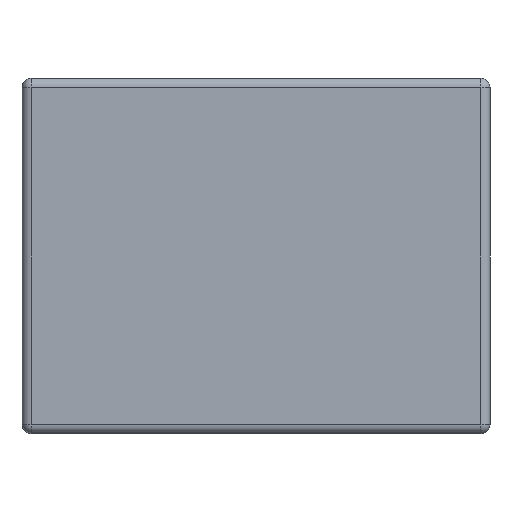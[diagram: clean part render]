
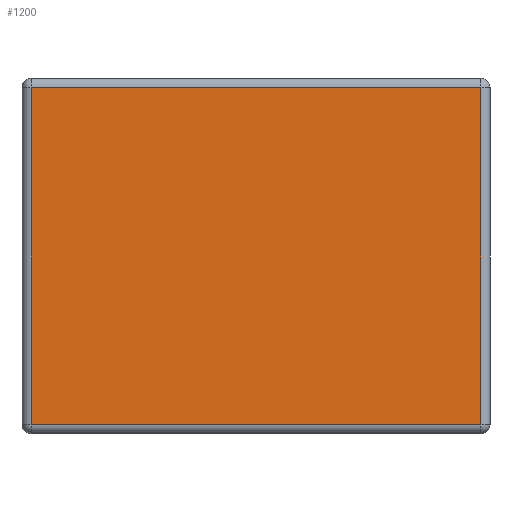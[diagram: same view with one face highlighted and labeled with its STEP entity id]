
A CAD part, left-side view. The second image highlights one B-rep face of the part: STEP entity #1200.
In plain terms, the highlighted planar face has unit normal (-1, 0, 0).
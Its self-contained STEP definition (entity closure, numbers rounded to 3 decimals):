
#19 = VECTOR ( 'NONE', #2953, 1000. ) ;
#75 = CARTESIAN_POINT ( 'NONE',  ( -1.6, 0., 1.85 ) ) ;
#85 = EDGE_CURVE ( 'NONE', #1260, #2066, #695, .T. ) ;
#234 = CARTESIAN_POINT ( 'NONE',  ( -1.6, -1.2, 1.9 ) ) ;
#333 = VECTOR ( 'NONE', #2927, 1000. ) ;
#664 = DIRECTION ( 'NONE',  ( 0., -1., 0. ) ) ;
#695 = LINE ( 'NONE', #234, #3004 ) ;
#707 = CARTESIAN_POINT ( 'NONE',  ( -1.6, -1.2, 1.85 ) ) ;
#709 = LINE ( 'NONE', #75, #19 ) ;
#781 = CARTESIAN_POINT ( 'NONE',  ( -1.6, 1.2, 0. ) ) ;
#799 = CARTESIAN_POINT ( 'NONE',  ( -1.6, 1.2, 0.05 ) ) ;
#995 = EDGE_CURVE ( 'NONE', #2066, #1135, #709, .T. ) ;
#1003 = CARTESIAN_POINT ( 'NONE',  ( -1.6, -1.2, 0.05 ) ) ;
#1135 = VERTEX_POINT ( 'NONE', #2569 ) ;
#1168 = PLANE ( 'NONE',  #2337 ) ;
#1200 = ADVANCED_FACE ( 'NONE', ( #1902 ), #1168, .T. ) ;
#1260 = VERTEX_POINT ( 'NONE', #1003 ) ;
#1294 = EDGE_CURVE ( 'NONE', #1135, #2859, #2978, .T. ) ;
#1464 = EDGE_CURVE ( 'NONE', #2859, #1260, #2075, .T. ) ;
#1705 = DIRECTION ( 'NONE',  ( 0., 0., 1. ) ) ;
#1873 = ORIENTED_EDGE ( 'NONE', *, *, #995, .T. ) ;
#1902 = FACE_OUTER_BOUND ( 'NONE', #2289, .T. ) ;
#1952 = VECTOR ( 'NONE', #664, 1000. ) ;
#2066 = VERTEX_POINT ( 'NONE', #707 ) ;
#2075 = LINE ( 'NONE', #3052, #1952 ) ;
#2289 = EDGE_LOOP ( 'NONE', ( #1873, #2473, #2522, #2330 ) ) ;
#2330 = ORIENTED_EDGE ( 'NONE', *, *, #85, .T. ) ;
#2337 = AXIS2_PLACEMENT_3D ( 'NONE', #2429, #2906, #1705 ) ;
#2429 = CARTESIAN_POINT ( 'NONE',  ( -1.6, 0., 1.9 ) ) ;
#2473 = ORIENTED_EDGE ( 'NONE', *, *, #1294, .T. ) ;
#2522 = ORIENTED_EDGE ( 'NONE', *, *, #1464, .T. ) ;
#2569 = CARTESIAN_POINT ( 'NONE',  ( -1.6, 1.2, 1.85 ) ) ;
#2859 = VERTEX_POINT ( 'NONE', #799 ) ;
#2906 = DIRECTION ( 'NONE',  ( -1., 0., 0. ) ) ;
#2927 = DIRECTION ( 'NONE',  ( 0., 0., -1. ) ) ;
#2953 = DIRECTION ( 'NONE',  ( 0., 1., 0. ) ) ;
#2978 = LINE ( 'NONE', #781, #333 ) ;
#3004 = VECTOR ( 'NONE', #3129, 1000. ) ;
#3052 = CARTESIAN_POINT ( 'NONE',  ( -1.6, -1.25, 0.05 ) ) ;
#3129 = DIRECTION ( 'NONE',  ( 0., 0., 1. ) ) ;
